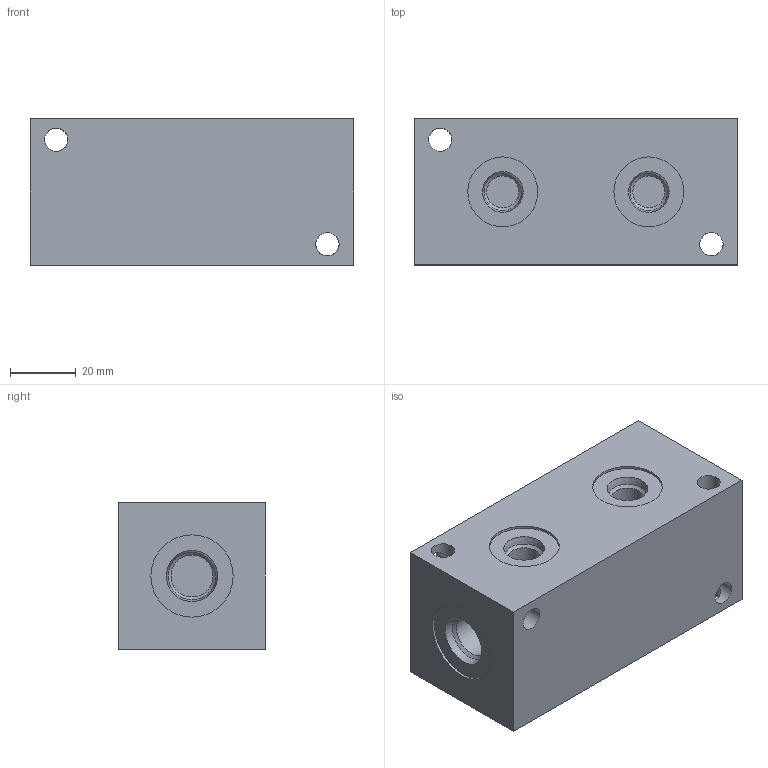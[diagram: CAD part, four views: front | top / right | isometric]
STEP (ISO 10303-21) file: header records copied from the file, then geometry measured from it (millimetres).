
FILE_DESCRIPTION( ( 'STEP AP214' ), ' ' );
FILE_NAME( 'AH1800204S.stp', '2018-02-25T15:52:37', ( '' ), ( '' ), ' ', 'PARTsolutions', ' ' );
FILE_SCHEMA( ( 'AUTOMOTIVE_DESIGN { 1 0 10303 214 1 1 1 1 }' ) );
Length unit declared in the file: inch
Products named in the file (1): _AH1800204S
Bounding box: 98.42 x 44.45 x 44.45 mm (x, y, z)
Volume: 177150.4 mm3; surface area: 27923.9 mm2
Topology: 1 solids, 1 shells, 158 faces, 396 edges, 256 vertices
Faces by surface type: plane 92, cylinder 54, cone 12
Full cylindrical faces by diameter (mm): 7.112 x8, 9.738 x4, 12.761 x2, 21.285 x4, 25.019 x2
Entity records: 5852 total; most frequent: DIRECTION 802, CARTESIAN_POINT 779, ORIENTED_EDGE 728, EDGE_CURVE 364, AXIS2_PLACEMENT_3D 279, VERTEX_POINT 256, LINE 244, VECTOR 244
